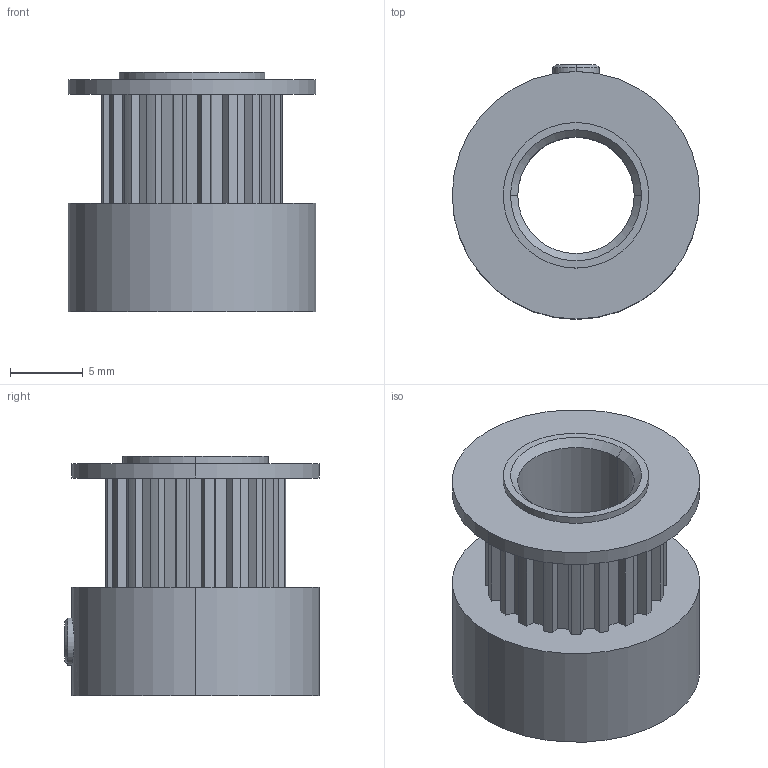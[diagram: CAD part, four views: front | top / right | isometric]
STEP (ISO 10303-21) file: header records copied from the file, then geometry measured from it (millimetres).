
FILE_DESCRIPTION(('STEP AP214'),'1');
FILE_NAME('1166-B2P-B.step','2014-03-27T09:48:38',(' '),(' '),'Spatial InterOp 3D',' ',' ');
FILE_SCHEMA(('automotive_design'));
Length unit declared in the file: metre
Products named in the file (2): 1; 2
Bounding box: 17 x 17.5 x 16.45 mm (x, y, z)
Volume: 1919.6 mm3; surface area: 1967.2 mm2
Topology: 2 solids, 2 shells, 114 faces, 310 edges, 204 vertices
Faces by surface type: plane 74, cylinder 32, cone 8
Entity records: 4644 total; most frequent: CARTESIAN_POINT 736, ORIENTED_EDGE 620, DIRECTION 606, EDGE_CURVE 310, LINE 238, VECTOR 238, VERTEX_POINT 204, AXIS2_PLACEMENT_3D 184
